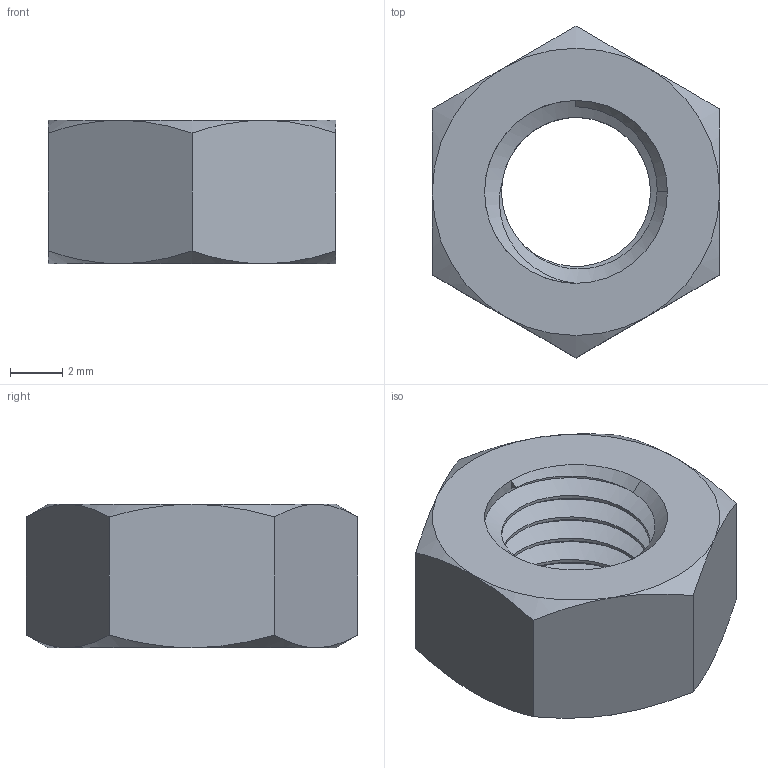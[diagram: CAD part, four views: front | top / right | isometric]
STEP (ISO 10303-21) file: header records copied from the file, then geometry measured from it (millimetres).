
FILE_DESCRIPTION (( 'STEP AP203' ), '1' );
FILE_NAME ('Metric Hex Nuts M7 x 1mm Thread.STEP', '2017-03-06T13:41:06', ( 'itdept' ), ( '' ), 'SwSTEP 2.0', 'SolidWorks 2016', '' );
FILE_SCHEMA (( 'CONFIG_CONTROL_DESIGN' ));
Length unit declared in the file: millimetre
Products named in the file (1): Metric Hex Nuts M7 x 1mm Thread
Bounding box: 11 x 12.7 x 5.5 mm (x, y, z)
Volume: 395.1 mm3; surface area: 520.8 mm2
Topology: 1 solids, 1 shells, 51 faces, 130 edges, 81 vertices
Faces by surface type: cylinder 22, cone 18, plane 9, bspline 2
Entity records: 2414 total; most frequent: CARTESIAN_POINT 1283, ORIENTED_EDGE 260, DIRECTION 179, EDGE_CURVE 130, VERTEX_POINT 81, AXIS2_PLACEMENT_3D 73, EDGE_LOOP 53, FACE_OUTER_BOUND 51
